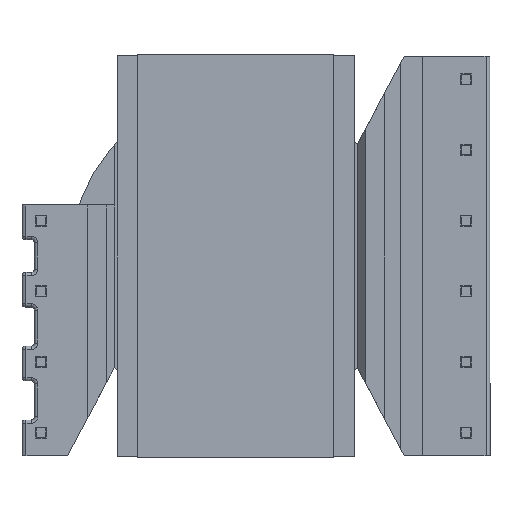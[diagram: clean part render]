
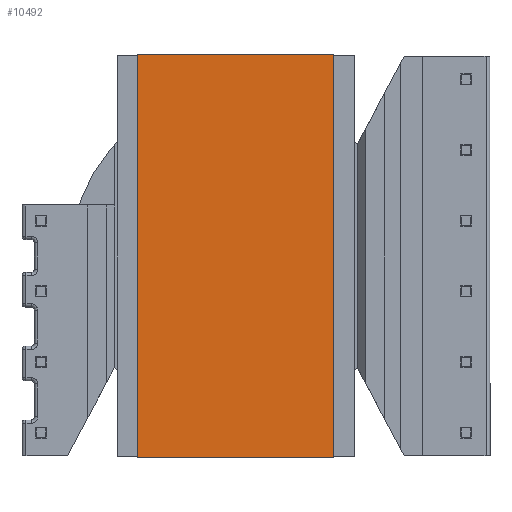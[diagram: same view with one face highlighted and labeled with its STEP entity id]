
A CAD part, front view. The second image highlights one B-rep face of the part: STEP entity #10492.
In plain terms, the highlighted face is planar.
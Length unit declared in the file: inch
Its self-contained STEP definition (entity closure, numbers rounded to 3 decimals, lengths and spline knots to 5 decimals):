
#563 = LINE ( 'NONE', #6297, #11977 ) ;
#617 = FACE_OUTER_BOUND ( 'NONE', #1709, .T. ) ;
#767 = EDGE_CURVE ( 'NONE', #3920, #5569, #2566, .T. ) ;
#882 = ORIENTED_EDGE ( 'NONE', *, *, #767, .T. ) ;
#1424 = CARTESIAN_POINT ( 'NONE',  ( 0.00394, -0.00394, -0.49213 ) ) ;
#1650 = ORIENTED_EDGE ( 'NONE', *, *, #3253, .F. ) ;
#1709 = EDGE_LOOP ( 'NONE', ( #1957, #1650, #12113, #882 ) ) ;
#1942 = VECTOR ( 'NONE', #9307, 39.37008 ) ;
#1957 = ORIENTED_EDGE ( 'NONE', *, *, #7881, .F. ) ;
#2566 = LINE ( 'NONE', #12493, #12582 ) ;
#3132 = VERTEX_POINT ( 'NONE', #6093 ) ;
#3253 = EDGE_CURVE ( 'NONE', #3132, #3310, #563, .T. ) ;
#3259 = EDGE_CURVE ( 'NONE', #3132, #3920, #11518, .T. ) ;
#3310 = VERTEX_POINT ( 'NONE', #4330 ) ;
#3523 = AXIS2_PLACEMENT_3D ( 'NONE', #3567, #10408, #9434 ) ;
#3567 = CARTESIAN_POINT ( 'NONE',  ( 0.00394, -0.00394, -0.49213 ) ) ;
#3920 = VERTEX_POINT ( 'NONE', #9506 ) ;
#4330 = CARTESIAN_POINT ( 'NONE',  ( 0.00394, -0.00394, 0. ) ) ;
#5569 = VERTEX_POINT ( 'NONE', #7151 ) ;
#6093 = CARTESIAN_POINT ( 'NONE',  ( 0.00394, -0.00394, -0.49213 ) ) ;
#6297 = CARTESIAN_POINT ( 'NONE',  ( 0.00394, -0.00394, -0.49213 ) ) ;
#6779 = VECTOR ( 'NONE', #8177, 39.37008 ) ;
#6787 = DIRECTION ( 'NONE',  ( 0., 0., 1. ) ) ;
#7151 = CARTESIAN_POINT ( 'NONE',  ( 0.00394, 1.00787, 0. ) ) ;
#7881 = EDGE_CURVE ( 'NONE', #3310, #5569, #9650, .T. ) ;
#8177 = DIRECTION ( 'NONE',  ( 0., 1., 0. ) ) ;
#9307 = DIRECTION ( 'NONE',  ( 0., 1., 0. ) ) ;
#9434 = DIRECTION ( 'NONE',  ( 0., 0., -1. ) ) ;
#9506 = CARTESIAN_POINT ( 'NONE',  ( 0.00394, 1.00787, -0.49213 ) ) ;
#9650 = LINE ( 'NONE', #11172, #1942 ) ;
#10278 = PLANE ( 'NONE',  #3523 ) ;
#10408 = DIRECTION ( 'NONE',  ( 1., 0., 0. ) ) ;
#10492 = ADVANCED_FACE ( 'NONE', ( #617 ), #10278, .T. ) ;
#11161 = DIRECTION ( 'NONE',  ( 0., 0., 1. ) ) ;
#11172 = CARTESIAN_POINT ( 'NONE',  ( 0.00394, -0.00394, 0. ) ) ;
#11518 = LINE ( 'NONE', #1424, #6779 ) ;
#11977 = VECTOR ( 'NONE', #11161, 39.37008 ) ;
#12113 = ORIENTED_EDGE ( 'NONE', *, *, #3259, .T. ) ;
#12493 = CARTESIAN_POINT ( 'NONE',  ( 0.00394, 1.00787, -0.49213 ) ) ;
#12582 = VECTOR ( 'NONE', #6787, 39.37008 ) ;
